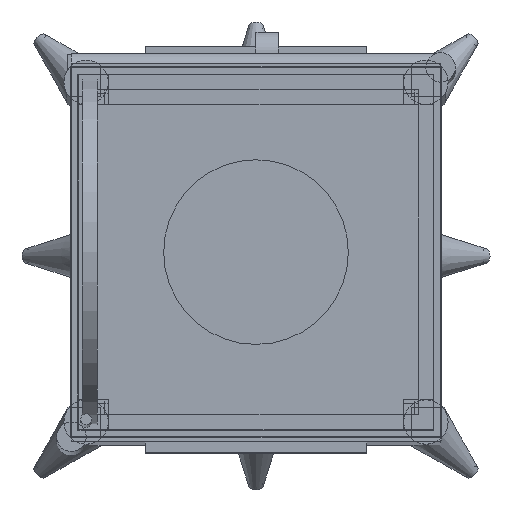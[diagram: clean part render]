
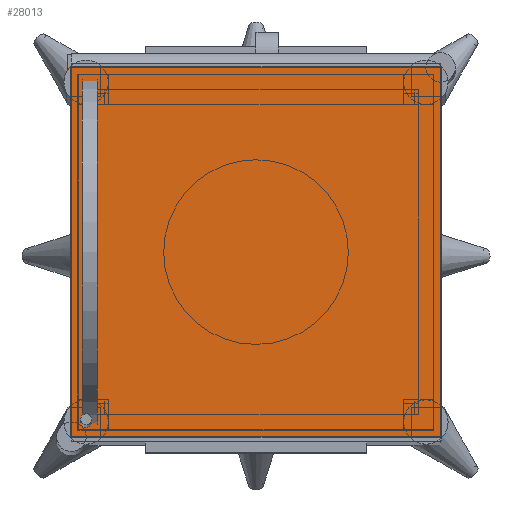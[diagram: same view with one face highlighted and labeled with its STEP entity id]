
A CAD part, top view. The second image highlights one B-rep face of the part: STEP entity #28013.
In plain terms, the highlighted planar face has unit normal (0, 0, 1).
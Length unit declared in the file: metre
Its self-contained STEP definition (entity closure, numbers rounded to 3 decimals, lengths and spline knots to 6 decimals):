
#27824 = VERTEX_POINT('',#27825);
#27825 = CARTESIAN_POINT('',(-0.0002,-0.0002,0.6002));
#27832 = PLANE('',#27833);
#27833 = AXIS2_PLACEMENT_3D('',#27834,#27835,#27836);
#27834 = CARTESIAN_POINT('',(-0.0002,-0.0002,-0.0002));
#27835 = DIRECTION('',(1.,0.,-0.));
#27836 = DIRECTION('',(0.,0.,1.));
#27844 = PLANE('',#27845);
#27845 = AXIS2_PLACEMENT_3D('',#27846,#27847,#27848);
#27846 = CARTESIAN_POINT('',(-0.0002,-0.0002,-0.0002));
#27847 = DIRECTION('',(-0.,1.,0.));
#27848 = DIRECTION('',(0.,0.,1.));
#27885 = VERTEX_POINT('',#27886);
#27886 = CARTESIAN_POINT('',(-0.0002,0.1002,0.6002));
#27900 = PLANE('',#27901);
#27901 = AXIS2_PLACEMENT_3D('',#27902,#27903,#27904);
#27902 = CARTESIAN_POINT('',(-0.0002,0.1002,-0.0002));
#27903 = DIRECTION('',(-0.,1.,0.));
#27904 = DIRECTION('',(0.,0.,1.));
#27912 = EDGE_CURVE('',#27824,#27885,#27913,.T.);
#27913 = SURFACE_CURVE('',#27914,(#27918,#27925),.PCURVE_S1.);
#27914 = LINE('',#27915,#27916);
#27915 = CARTESIAN_POINT('',(-0.0002,-0.0002,0.6002));
#27916 = VECTOR('',#27917,1.);
#27917 = DIRECTION('',(-0.,1.,0.));
#27918 = PCURVE('',#27832,#27919);
#27919 = DEFINITIONAL_REPRESENTATION('',(#27920),#27924);
#27920 = LINE('',#27921,#27922);
#27921 = CARTESIAN_POINT('',(0.6,0.));
#27922 = VECTOR('',#27923,1.);
#27923 = DIRECTION('',(0.,-1.));
#27924 = ( GEOMETRIC_REPRESENTATION_CONTEXT(2) 
PARAMETRIC_REPRESENTATION_CONTEXT() REPRESENTATION_CONTEXT('2D SPACE',''
  ) );
#27925 = PCURVE('',#27926,#27931);
#27926 = PLANE('',#27927);
#27927 = AXIS2_PLACEMENT_3D('',#27928,#27929,#27930);
#27928 = CARTESIAN_POINT('',(-0.0002,-0.0002,0.6002));
#27929 = DIRECTION('',(0.,0.,1.));
#27930 = DIRECTION('',(1.,0.,-0.));
#27931 = DEFINITIONAL_REPRESENTATION('',(#27932),#27936);
#27932 = LINE('',#27933,#27934);
#27933 = CARTESIAN_POINT('',(0.,0.));
#27934 = VECTOR('',#27935,1.);
#27935 = DIRECTION('',(0.,1.));
#27936 = ( GEOMETRIC_REPRESENTATION_CONTEXT(2) 
PARAMETRIC_REPRESENTATION_CONTEXT() REPRESENTATION_CONTEXT('2D SPACE',''
  ) );
#27965 = EDGE_CURVE('',#27824,#27966,#27968,.T.);
#27966 = VERTEX_POINT('',#27967);
#27967 = CARTESIAN_POINT('',(0.1002,-0.0002,0.6002));
#27968 = SURFACE_CURVE('',#27969,(#27973,#27980),.PCURVE_S1.);
#27969 = LINE('',#27970,#27971);
#27970 = CARTESIAN_POINT('',(-0.0002,-0.0002,0.6002));
#27971 = VECTOR('',#27972,1.);
#27972 = DIRECTION('',(1.,0.,-0.));
#27973 = PCURVE('',#27844,#27974);
#27974 = DEFINITIONAL_REPRESENTATION('',(#27975),#27979);
#27975 = LINE('',#27976,#27977);
#27976 = CARTESIAN_POINT('',(0.6,0.));
#27977 = VECTOR('',#27978,1.);
#27978 = DIRECTION('',(0.,1.));
#27979 = ( GEOMETRIC_REPRESENTATION_CONTEXT(2) 
PARAMETRIC_REPRESENTATION_CONTEXT() REPRESENTATION_CONTEXT('2D SPACE',''
  ) );
#27980 = PCURVE('',#27926,#27981);
#27981 = DEFINITIONAL_REPRESENTATION('',(#27982),#27986);
#27982 = LINE('',#27983,#27984);
#27983 = CARTESIAN_POINT('',(0.,0.));
#27984 = VECTOR('',#27985,1.);
#27985 = DIRECTION('',(1.,0.));
#27986 = ( GEOMETRIC_REPRESENTATION_CONTEXT(2) 
PARAMETRIC_REPRESENTATION_CONTEXT() REPRESENTATION_CONTEXT('2D SPACE',''
  ) );
#28002 = PLANE('',#28003);
#28003 = AXIS2_PLACEMENT_3D('',#28004,#28005,#28006);
#28004 = CARTESIAN_POINT('',(0.1002,-0.0002,-0.0002));
#28005 = DIRECTION('',(1.,0.,-0.));
#28006 = DIRECTION('',(0.,0.,1.));
#28013 = ADVANCED_FACE('',(#28014),#27926,.T.);
#28014 = FACE_BOUND('',#28015,.T.);
#28015 = EDGE_LOOP('',(#28016,#28017,#28018,#28041));
#28016 = ORIENTED_EDGE('',*,*,#27912,.F.);
#28017 = ORIENTED_EDGE('',*,*,#27965,.T.);
#28018 = ORIENTED_EDGE('',*,*,#28019,.T.);
#28019 = EDGE_CURVE('',#27966,#28020,#28022,.T.);
#28020 = VERTEX_POINT('',#28021);
#28021 = CARTESIAN_POINT('',(0.1002,0.1002,0.6002));
#28022 = SURFACE_CURVE('',#28023,(#28027,#28034),.PCURVE_S1.);
#28023 = LINE('',#28024,#28025);
#28024 = CARTESIAN_POINT('',(0.1002,-0.0002,0.6002));
#28025 = VECTOR('',#28026,1.);
#28026 = DIRECTION('',(-0.,1.,0.));
#28027 = PCURVE('',#27926,#28028);
#28028 = DEFINITIONAL_REPRESENTATION('',(#28029),#28033);
#28029 = LINE('',#28030,#28031);
#28030 = CARTESIAN_POINT('',(0.1,0.));
#28031 = VECTOR('',#28032,1.);
#28032 = DIRECTION('',(0.,1.));
#28033 = ( GEOMETRIC_REPRESENTATION_CONTEXT(2) 
PARAMETRIC_REPRESENTATION_CONTEXT() REPRESENTATION_CONTEXT('2D SPACE',''
  ) );
#28034 = PCURVE('',#28002,#28035);
#28035 = DEFINITIONAL_REPRESENTATION('',(#28036),#28040);
#28036 = LINE('',#28037,#28038);
#28037 = CARTESIAN_POINT('',(0.6,0.));
#28038 = VECTOR('',#28039,1.);
#28039 = DIRECTION('',(0.,-1.));
#28040 = ( GEOMETRIC_REPRESENTATION_CONTEXT(2) 
PARAMETRIC_REPRESENTATION_CONTEXT() REPRESENTATION_CONTEXT('2D SPACE',''
  ) );
#28041 = ORIENTED_EDGE('',*,*,#28042,.F.);
#28042 = EDGE_CURVE('',#27885,#28020,#28043,.T.);
#28043 = SURFACE_CURVE('',#28044,(#28048,#28055),.PCURVE_S1.);
#28044 = LINE('',#28045,#28046);
#28045 = CARTESIAN_POINT('',(-0.0002,0.1002,0.6002));
#28046 = VECTOR('',#28047,1.);
#28047 = DIRECTION('',(1.,0.,-0.));
#28048 = PCURVE('',#27926,#28049);
#28049 = DEFINITIONAL_REPRESENTATION('',(#28050),#28054);
#28050 = LINE('',#28051,#28052);
#28051 = CARTESIAN_POINT('',(0.,0.1));
#28052 = VECTOR('',#28053,1.);
#28053 = DIRECTION('',(1.,0.));
#28054 = ( GEOMETRIC_REPRESENTATION_CONTEXT(2) 
PARAMETRIC_REPRESENTATION_CONTEXT() REPRESENTATION_CONTEXT('2D SPACE',''
  ) );
#28055 = PCURVE('',#27900,#28056);
#28056 = DEFINITIONAL_REPRESENTATION('',(#28057),#28061);
#28057 = LINE('',#28058,#28059);
#28058 = CARTESIAN_POINT('',(0.6,0.));
#28059 = VECTOR('',#28060,1.);
#28060 = DIRECTION('',(0.,1.));
#28061 = ( GEOMETRIC_REPRESENTATION_CONTEXT(2) 
PARAMETRIC_REPRESENTATION_CONTEXT() REPRESENTATION_CONTEXT('2D SPACE',''
  ) );
